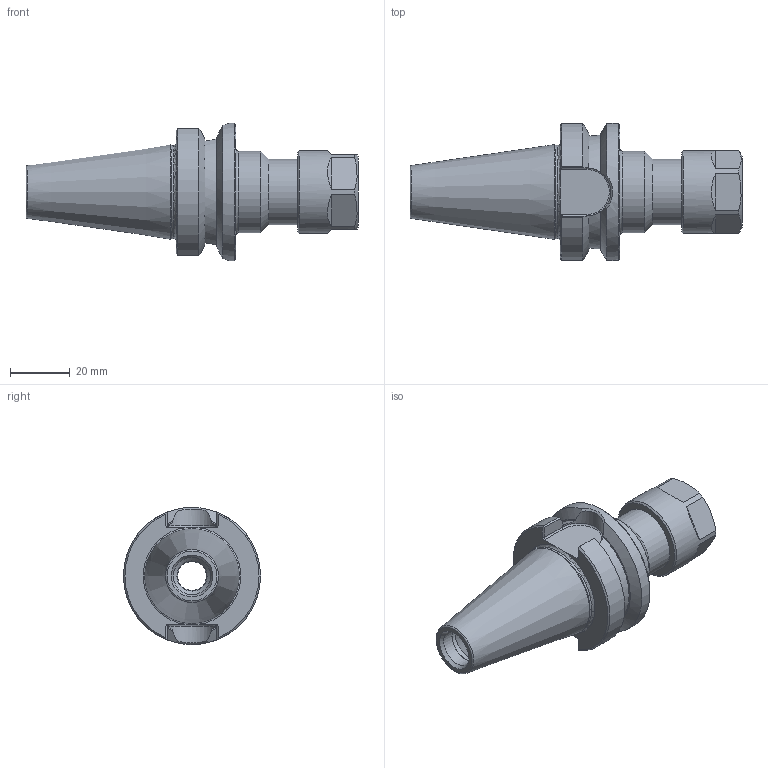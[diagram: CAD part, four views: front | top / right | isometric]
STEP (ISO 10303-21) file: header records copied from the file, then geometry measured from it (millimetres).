
FILE_DESCRIPTION(/* description */ ('ER COLLET CHUCK'),/* implementation_level */ '2;1');
FILE_NAME(/* name */ 'B30-16ERP248.stp',/* time_stamp */ '2015-09-18T14:42:17-04:00',/* author */ ('shapei'),/* organization */ (''),/* preprocessor_version */ 'ST-DEVELOPER v16.1',/* originating_system */ 'Autodesk Inventor 2016',/* authorisation */ '');
FILE_SCHEMA (('AUTOMOTIVE_DESIGN { 1 0 10303 214 3 1 1 }'));
Length unit declared in the file: inch
Products named in the file (3): B30-16ER236-1; 16ERHPN; B30-16ERP248
Assembly tree (2 placements, depth 2):
  B30-16ERP248
    B30-16ER236-1
    16ERHPN
Bounding box: 111.4 x 46 x 46 mm (x, y, z)
Volume: 62202.1 mm3; surface area: 19876.7 mm2
Topology: 3 solids, 3 shells, 115 faces, 276 edges, 172 vertices
Faces by surface type: plane 43, cylinder 33, cone 27, torus 10, bspline 2
Full cylindrical faces by diameter (mm): 9.728 x1, 10.109 x1, 11.176 x1, 12.04 x1, 12.512 x1, 13.122 x1, 16.002 x1, 17.01 x1, 17.112 x1, 17.272 x1, 20.066 x1, 20.168 x1, 20.676 x1, 22 x1, 22.428 x1, 27.432 x1, 27.737 x1, 31.242 x1, 45.999 x1
Entity records: 3205 total; most frequent: CARTESIAN_POINT 704, DIRECTION 512, ORIENTED_EDGE 434, AXIS2_PLACEMENT_3D 221, EDGE_CURVE 217, EDGE_LOOP 174, VERTEX_POINT 161, FACE_OUTER_BOUND 115
